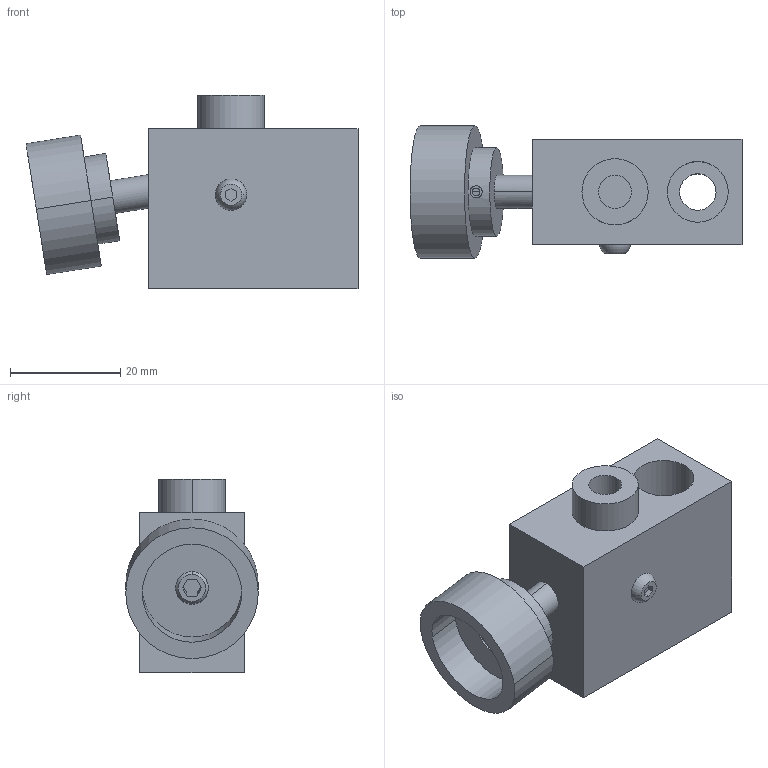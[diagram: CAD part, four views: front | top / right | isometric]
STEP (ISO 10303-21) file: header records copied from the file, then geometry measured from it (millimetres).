
FILE_DESCRIPTION (( 'STEP AP203' ), '1' );
FILE_NAME ('bj350-06001c.STEP', '2021-10-25T01:23:59', ( '' ), ( '' ), 'SwSTEP 2.0', 'SolidWorks 2020', '' );
FILE_SCHEMA (( 'CONFIG_CONTROL_DESIGN' ));
Length unit declared in the file: millimetre
Products named in the file (3): bj350-06001c_02; bj350-06001c_01; bj350-06001c
Assembly tree (2 placements, depth 2):
  bj350-06001c
    bj350-06001c_01
    bj350-06001c_02
Bounding box: 60.14 x 24 x 35 mm (x, y, z)
Volume: 22805 mm3; surface area: 9953 mm2
Topology: 2 solids, 2 shells, 64 faces, 135 edges, 88 vertices
Faces by surface type: plane 32, cylinder 28, cone 2, torus 2
Entity records: 2084 total; most frequent: CARTESIAN_POINT 360, DIRECTION 319, ORIENTED_EDGE 270, EDGE_CURVE 135, AXIS2_PLACEMENT_3D 123, VERTEX_POINT 88, EDGE_LOOP 79, VECTOR 73
